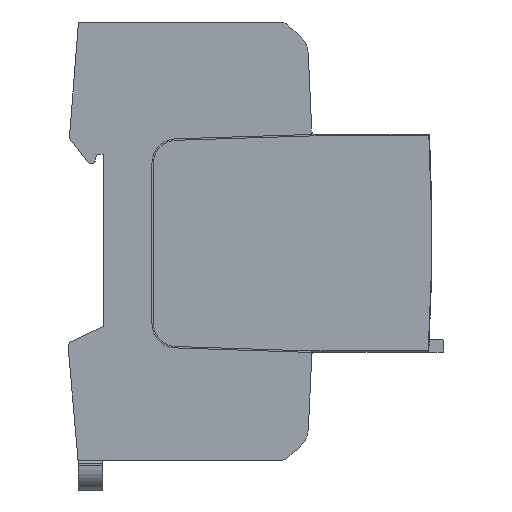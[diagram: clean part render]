
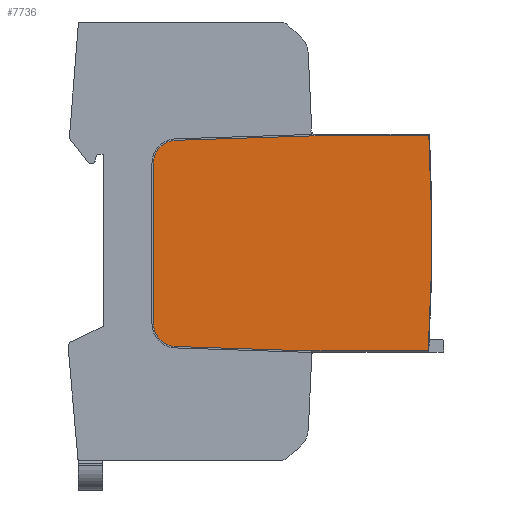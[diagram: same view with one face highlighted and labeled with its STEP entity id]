
A CAD part, left-side view. The second image highlights one B-rep face of the part: STEP entity #7736.
In plain terms, the highlighted planar face has unit normal (-1, 0, 0).
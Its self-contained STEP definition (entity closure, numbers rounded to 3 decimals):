
#486=CARTESIAN_POINT('',(-63.,336.41,0.75));
#487=DIRECTION('',(1.,0.,0.));
#488=DIRECTION('',(0.,-0.999,0.052));
#489=AXIS2_PLACEMENT_3D('',#486,#487,#488);
#491=DIRECTION('',(0.,1.,0.));
#492=VECTOR('',#491,23.898);
#493=CARTESIAN_POINT('',(-63.,-62.812,-22.527));
#494=LINE('',#493,#492);
#495=DIRECTION('',(0.,0.999,0.033));
#496=VECTOR('',#495,28.085);
#497=CARTESIAN_POINT('',(-63.,-38.914,
-22.527));
#498=LINE('',#497,#496);
#499=CARTESIAN_POINT('',(-63.,-11.,-16.9));
#500=DIRECTION('',(-1.,0.,0.));
#501=DIRECTION('',(0.,1.,0.));
#502=AXIS2_PLACEMENT_3D('',#499,#500,#501);
#504=DIRECTION('',(0.,0.,1.));
#505=VECTOR('',#504,33.);
#506=CARTESIAN_POINT('',(-63.,-6.3,-16.9));
#507=LINE('',#506,#505);
#508=CARTESIAN_POINT('',(-63.,-11.,16.1));
#509=DIRECTION('',(-1.,0.,0.));
#510=DIRECTION('',(0.,0.032,0.999));
#511=AXIS2_PLACEMENT_3D('',#508,#509,#510);
#513=DIRECTION('',(0.,-0.999,0.032));
#514=VECTOR('',#513,28.08);
#515=CARTESIAN_POINT('',(-63.,-10.849,20.798));
#516=LINE('',#515,#514);
#517=DIRECTION('',(0.,1.,0.));
#518=VECTOR('',#517,24.027);
#519=CARTESIAN_POINT('',(-63.,-62.941,21.7));
#520=LINE('',#519,#518);
#7256=CARTESIAN_POINT('',(-63.,-38.914,
-22.527));
#7257=VERTEX_POINT('',#7256);
#7258=CARTESIAN_POINT('',(-63.,-38.914,
21.7));
#7260=VERTEX_POINT('',#7258);
#7266=CARTESIAN_POINT('',(-63.,-10.844,-21.597));
#7267=VERTEX_POINT('',#7266);
#7268=CARTESIAN_POINT('',(-63.,-6.3,-16.9));
#7269=VERTEX_POINT('',#7268);
#7270=CARTESIAN_POINT('',(-63.,-6.3,16.1));
#7271=VERTEX_POINT('',#7270);
#7272=CARTESIAN_POINT('',(-63.,-10.849,20.798));
#7273=VERTEX_POINT('',#7272);
#7625=CARTESIAN_POINT('',(-63.,-62.941,21.7));
#7626=CARTESIAN_POINT('',(-63.,-62.812,-22.527));
#7627=VERTEX_POINT('',#7625);
#7628=VERTEX_POINT('',#7626);
#7713=CARTESIAN_POINT('',(-63.,0.,0.));
#7714=DIRECTION('',(1.,0.,0.));
#7715=DIRECTION('',(0.,1.,0.));
#7716=AXIS2_PLACEMENT_3D('',#7713,#7714,#7715);
#7717=PLANE('',#7716);
#7719=ORIENTED_EDGE('',*,*,#7718,.T.);
#7721=ORIENTED_EDGE('',*,*,#7720,.T.);
#7723=ORIENTED_EDGE('',*,*,#7722,.T.);
#7725=ORIENTED_EDGE('',*,*,#7724,.F.);
#7727=ORIENTED_EDGE('',*,*,#7726,.T.);
#7729=ORIENTED_EDGE('',*,*,#7728,.F.);
#7731=ORIENTED_EDGE('',*,*,#7730,.T.);
#7733=ORIENTED_EDGE('',*,*,#7732,.F.);
#7734=EDGE_LOOP('',(#7719,#7721,#7723,#7725,#7727,#7729,#7731,#7733));
#7735=FACE_OUTER_BOUND('',#7734,.F.);
#490=CIRCLE('',#489,399.9);
#503=CIRCLE('',#502,4.7);
#512=CIRCLE('',#511,4.7);
#7718=EDGE_CURVE('',#7627,#7628,#490,.T.);
#7720=EDGE_CURVE('',#7628,#7257,#494,.T.);
#7722=EDGE_CURVE('',#7257,#7267,#498,.T.);
#7724=EDGE_CURVE('',#7269,#7267,#503,.T.);
#7726=EDGE_CURVE('',#7269,#7271,#507,.T.);
#7728=EDGE_CURVE('',#7273,#7271,#512,.T.);
#7730=EDGE_CURVE('',#7273,#7260,#516,.T.);
#7732=EDGE_CURVE('',#7627,#7260,#520,.T.);
#7736=ADVANCED_FACE('',(#7735),#7717,.F.);
